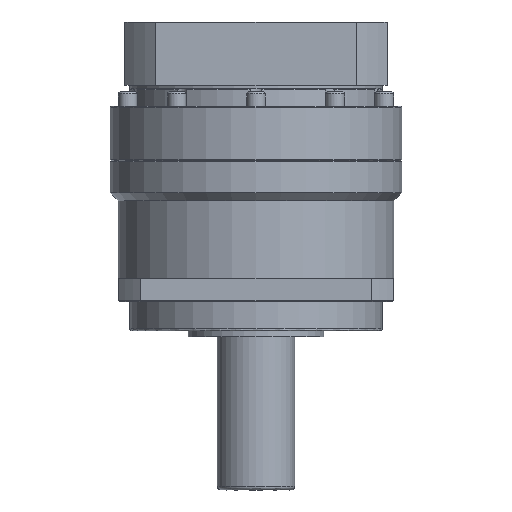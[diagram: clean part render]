
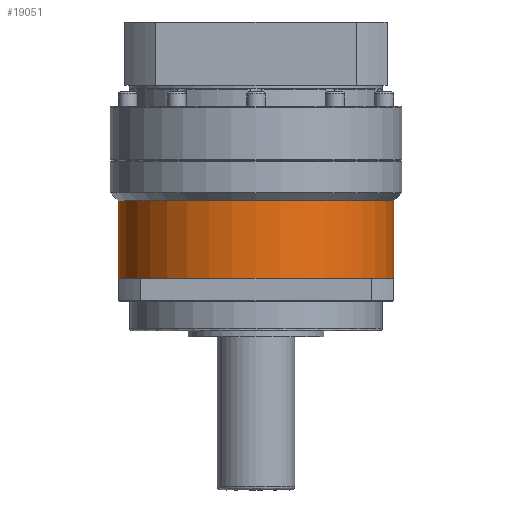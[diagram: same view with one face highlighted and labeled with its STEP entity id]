
A CAD part, front view. The second image highlights one B-rep face of the part: STEP entity #19051.
In plain terms, the highlighted cylindrical face has radius 71 mm (diameter 142 mm), a partial arc.
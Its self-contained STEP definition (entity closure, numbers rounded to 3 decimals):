
#962 = VERTEX_POINT ( 'NONE', #2717 ) ;
#1669 = VERTEX_POINT ( 'NONE', #11803 ) ;
#1818 = CARTESIAN_POINT ( 'NONE',  ( 0., 0., -21.5 ) ) ;
#1882 = CARTESIAN_POINT ( 'NONE',  ( 71., 0., -21.5 ) ) ;
#1892 = DIRECTION ( 'NONE',  ( 0., 0., 1. ) ) ;
#2496 = DIRECTION ( 'NONE',  ( 1., 0., 0. ) ) ;
#2717 = CARTESIAN_POINT ( 'NONE',  ( 71., 0., -21.5 ) ) ;
#2999 = VECTOR ( 'NONE', #1892, 1000. ) ;
#3320 = VERTEX_POINT ( 'NONE', #17189 ) ;
#3725 = DIRECTION ( 'NONE',  ( 1., 0., 0. ) ) ;
#4089 = CIRCLE ( 'NONE', #10555, 71. ) ;
#6346 = AXIS2_PLACEMENT_3D ( 'NONE', #7397, #20164, #9261 ) ;
#6612 = CIRCLE ( 'NONE', #6346, 71. ) ;
#7397 = CARTESIAN_POINT ( 'NONE',  ( 0., 0., 18.5 ) ) ;
#9137 = VERTEX_POINT ( 'NONE', #20149 ) ;
#9261 = DIRECTION ( 'NONE',  ( 1., 0., 0. ) ) ;
#9572 = ORIENTED_EDGE ( 'NONE', *, *, #23805, .T. ) ;
#9784 = CARTESIAN_POINT ( 'NONE',  ( 0., 0., -21.5 ) ) ;
#9791 = EDGE_CURVE ( 'NONE', #3320, #962, #4089, .T. ) ;
#10555 = AXIS2_PLACEMENT_3D ( 'NONE', #9784, #22537, #11632 ) ;
#11065 = ORIENTED_EDGE ( 'NONE', *, *, #17706, .T. ) ;
#11136 = AXIS2_PLACEMENT_3D ( 'NONE', #1818, #14781, #3725 ) ;
#11463 = ORIENTED_EDGE ( 'NONE', *, *, #9791, .T. ) ;
#11496 = EDGE_CURVE ( 'NONE', #1669, #3320, #14855, .T. ) ;
#11632 = DIRECTION ( 'NONE',  ( 1., 0., 0. ) ) ;
#11803 = CARTESIAN_POINT ( 'NONE',  ( -71., 0., -21.5 ) ) ;
#12546 = ORIENTED_EDGE ( 'NONE', *, *, #11496, .T. ) ;
#12574 = CYLINDRICAL_SURFACE ( 'NONE', #22584, 71. ) ;
#13060 = DIRECTION ( 'NONE',  ( 0., 0., 1. ) ) ;
#13544 = CARTESIAN_POINT ( 'NONE',  ( 0., 0., -21.5 ) ) ;
#13788 = CARTESIAN_POINT ( 'NONE',  ( -71., 0., 18.5 ) ) ;
#13847 = VERTEX_POINT ( 'NONE', #13788 ) ;
#14781 = DIRECTION ( 'NONE',  ( 0., 0., 1. ) ) ;
#14853 = CARTESIAN_POINT ( 'NONE',  ( -71., 0., -21.5 ) ) ;
#14855 = CIRCLE ( 'NONE', #11136, 71. ) ;
#17186 = DIRECTION ( 'NONE',  ( 0., 0., 1. ) ) ;
#17189 = CARTESIAN_POINT ( 'NONE',  ( 0., -71., -21.5 ) ) ;
#17342 = EDGE_LOOP ( 'NONE', ( #20647, #12546, #11463, #9572, #11065 ) ) ;
#17539 = LINE ( 'NONE', #1882, #22392 ) ;
#17706 = EDGE_CURVE ( 'NONE', #9137, #13847, #6612, .T. ) ;
#19051 = ADVANCED_FACE ( 'NONE', ( #19092 ), #12574, .T. ) ;
#19092 = FACE_OUTER_BOUND ( 'NONE', #17342, .T. ) ;
#20149 = CARTESIAN_POINT ( 'NONE',  ( 71., 0., 18.5 ) ) ;
#20164 = DIRECTION ( 'NONE',  ( 0., 0., -1. ) ) ;
#20647 = ORIENTED_EDGE ( 'NONE', *, *, #22102, .F. ) ;
#21971 = LINE ( 'NONE', #14853, #2999 ) ;
#22102 = EDGE_CURVE ( 'NONE', #1669, #13847, #21971, .T. ) ;
#22392 = VECTOR ( 'NONE', #13060, 1000. ) ;
#22537 = DIRECTION ( 'NONE',  ( 0., 0., 1. ) ) ;
#22584 = AXIS2_PLACEMENT_3D ( 'NONE', #13544, #17186, #2496 ) ;
#23805 = EDGE_CURVE ( 'NONE', #962, #9137, #17539, .T. ) ;
